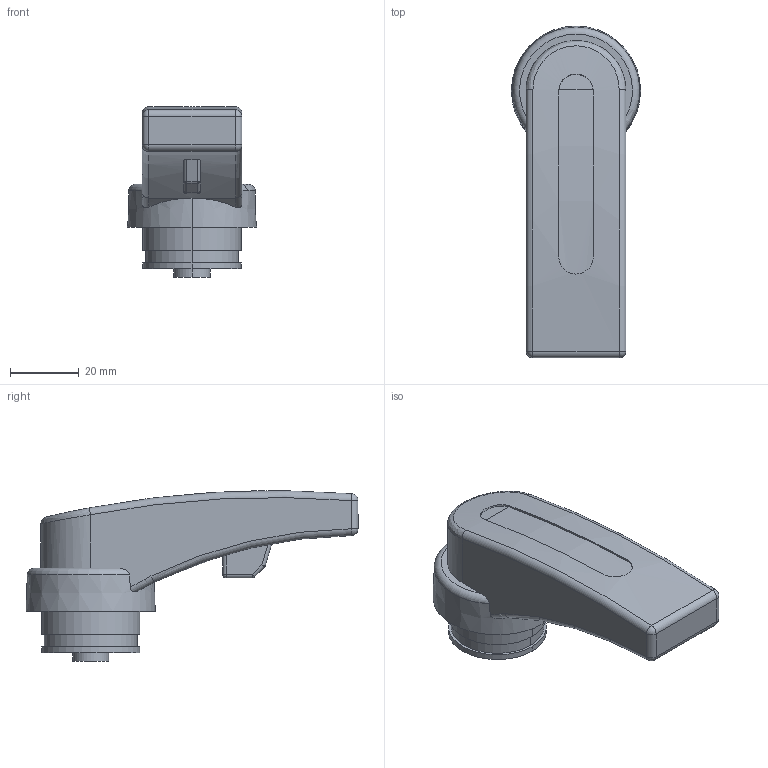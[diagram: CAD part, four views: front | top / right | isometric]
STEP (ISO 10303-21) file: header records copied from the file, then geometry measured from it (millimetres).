
FILE_DESCRIPTION((''),'2;1');
FILE_NAME('3d_GLX61DB.stp','2022-04-22T12:53:26',(''),(''),'Mechanical Desktop 2009','Mechanical Desktop 2009',', , ');
FILE_SCHEMA(('CONFIG_CONTROL_DESIGN'));
Length unit declared in the file: millimetre
Products named in the file (1): Product
Bounding box: 37.5 x 96.35 x 49.53 mm (x, y, z)
Volume: 65859.3 mm3; surface area: 12089.9 mm2
Topology: 1 solids, 1 shells, 71 faces, 167 edges, 94 vertices
Faces by surface type: cylinder 32, plane 19, sphere 10, torus 7, cone 2, bspline 1
Entity records: 2523 total; most frequent: CARTESIAN_POINT 863, DIRECTION 345, ORIENTED_EDGE 314, EDGE_CURVE 157, AXIS2_PLACEMENT_3D 145, VERTEX_POINT 94, EDGE_LOOP 77, CIRCLE 72
